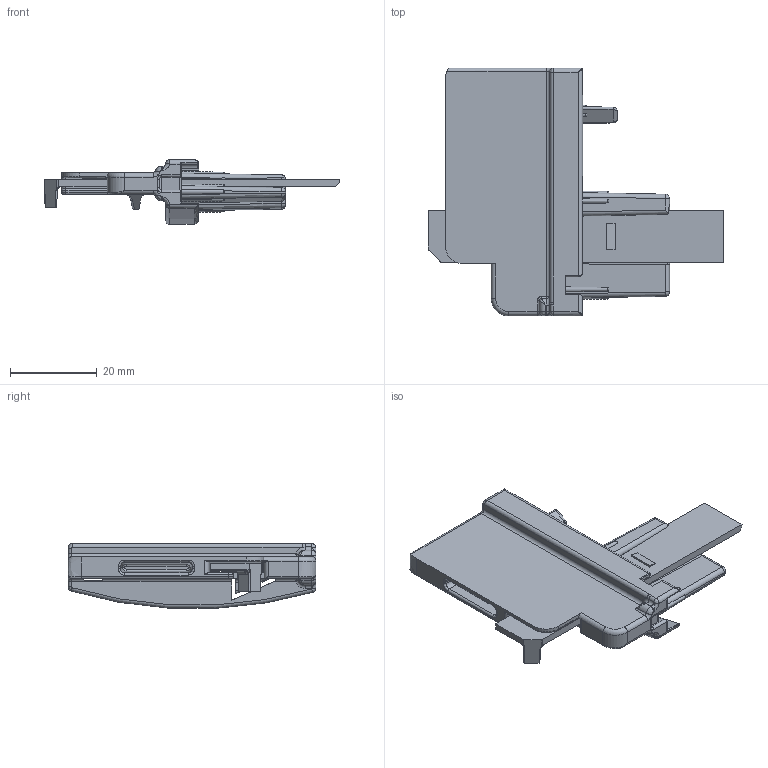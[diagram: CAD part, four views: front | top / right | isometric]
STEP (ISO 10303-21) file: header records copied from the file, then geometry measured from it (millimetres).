
FILE_DESCRIPTION((''),'2;1');
FILE_NAME('GCOM0210DX_ASM','2014-09-11T',('cspagnolo'),(''),'PRO/ENGINEER BY PARAMETRIC TECHNOLOGY CORPORATION, 2010330','PRO/ENGINEER BY PARAMETRIC TECHNOLOGY CORPORATION, 2010330','');
FILE_SCHEMA(('CONFIG_CONTROL_DESIGN'));
Length unit declared in the file: millimetre
Products named in the file (3): SCIVOLOSX; SCIVOLOSXX; GCOM0210DX_ASM
Assembly tree (2 placements, depth 2):
  GCOM0210DX_ASM
    SCIVOLOSX
    SCIVOLOSXX
Bounding box: 68.06 x 57 x 14.87 mm (x, y, z)
Volume: 10874.2 mm3; surface area: 11061.7 mm2
Topology: 2 solids, 2 shells, 410 faces, 1006 edges, 598 vertices
Faces by surface type: cylinder 155, plane 101, bspline 74, torus 48, sphere 19, cone 13
Entity records: 15499 total; most frequent: CARTESIAN_POINT 6343, ORIENTED_EDGE 2012, DIRECTION 1783, EDGE_CURVE 1006, AXIS2_PLACEMENT_3D 686, VERTEX_POINT 598, EDGE_LOOP 414, VECTOR 411
